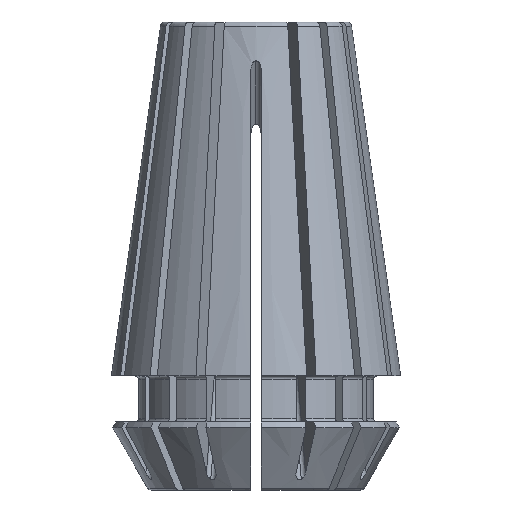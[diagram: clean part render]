
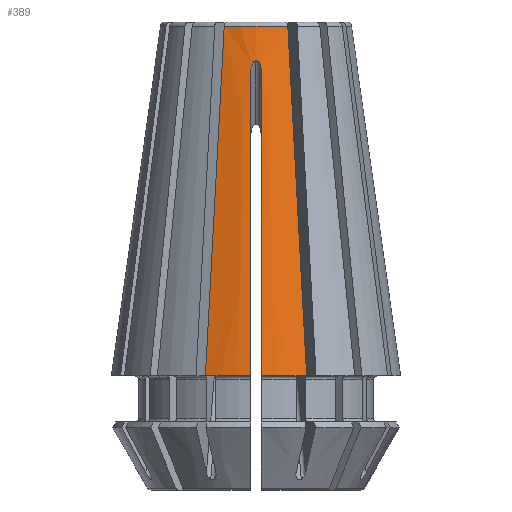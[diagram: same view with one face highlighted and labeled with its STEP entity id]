
A CAD part, front view. The second image highlights one B-rep face of the part: STEP entity #389.
In plain terms, the highlighted conical face has half-angle 8 degrees and reference radius 5.613 mm.
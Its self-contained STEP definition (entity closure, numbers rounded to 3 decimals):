
#43=CARTESIAN_POINT('',(2.974,-7.963,6.7));
#44=VERTEX_POINT('',#43);
#51=CARTESIAN_POINT('',(0.3,-8.495,6.7));
#52=VERTEX_POINT('',#51);
#53=CARTESIAN_POINT('',(0.,0.,6.7));
#54=DIRECTION('',(0.,0.,1.));
#55=DIRECTION('',(-1.,0.,0.));
#56=AXIS2_PLACEMENT_3D('',#53,#54,#55);
#57=CIRCLE('',#56,8.5);
#58=EDGE_CURVE('',#52,#44,#57,.T.);
#282=CARTESIAN_POINT('',(-1.868,-5.293,27.242));
#283=VERTEX_POINT('',#282);
#284=CARTESIAN_POINT('',(1.868,-5.293,27.242));
#285=VERTEX_POINT('',#284);
#286=CARTESIAN_POINT('',(0.,0.,27.242));
#287=DIRECTION('',(0.,0.,1.));
#288=DIRECTION('',(1.,0.,-0.));
#289=AXIS2_PLACEMENT_3D('',#286,#287,#288);
#290=CIRCLE('',#289,5.613);
#291=EDGE_CURVE('',#283,#285,#290,.T.);
#311=CARTESIAN_POINT('',(0.,0.,27.242));
#312=DIRECTION('',(0.,0.,-1.));
#313=DIRECTION('',(-1.,0.,0.));
#314=AXIS2_PLACEMENT_3D('',#311,#312,#313);
#315=CONICAL_SURFACE('',#314,5.613,8.);
#316=ORIENTED_EDGE('',*,*,#58,.T.);
#317=CARTESIAN_POINT('',(2.974,-7.963,6.7));
#318=CARTESIAN_POINT('',(2.605,-7.073,13.547));
#319=CARTESIAN_POINT('',(2.237,-6.184,20.395));
#320=CARTESIAN_POINT('',(1.868,-5.293,27.242));
#321=B_SPLINE_CURVE_WITH_KNOTS('',3,(#317,#318,#319,#320),.UNSPECIFIED.,.F.,.F.,(4,4),(0.,0.02),.UNSPECIFIED.);
#322=EDGE_CURVE('',#44,#285,#321,.T.);
#323=ORIENTED_EDGE('',*,*,#322,.T.);
#324=ORIENTED_EDGE('',*,*,#291,.F.);
#325=CARTESIAN_POINT('',(-2.974,-7.963,6.7));
#326=VERTEX_POINT('',#325);
#327=CARTESIAN_POINT('',(-2.974,-7.963,6.7));
#328=CARTESIAN_POINT('',(-2.605,-7.073,13.547));
#329=CARTESIAN_POINT('',(-2.237,-6.184,20.395));
#330=CARTESIAN_POINT('',(-1.868,-5.293,27.242));
#331=B_SPLINE_CURVE_WITH_KNOTS('',3,(#327,#328,#329,#330),.UNSPECIFIED.,.F.,.F.,(4,4),(0.,0.02),.UNSPECIFIED.);
#332=EDGE_CURVE('',#326,#283,#331,.T.);
#333=ORIENTED_EDGE('',*,*,#332,.F.);
#334=CARTESIAN_POINT('',(-0.3,-8.495,6.7));
#335=VERTEX_POINT('',#334);
#336=CARTESIAN_POINT('',(0.,0.,6.7));
#337=DIRECTION('',(0.,0.,1.));
#338=DIRECTION('',(-1.,0.,0.));
#339=AXIS2_PLACEMENT_3D('',#336,#337,#338);
#340=CIRCLE('',#339,8.5);
#341=EDGE_CURVE('',#326,#335,#340,.T.);
#342=ORIENTED_EDGE('',*,*,#341,.T.);
#343=CARTESIAN_POINT('',(-0.3,-5.96,24.722));
#344=VERTEX_POINT('',#343);
#345=CARTESIAN_POINT('',(-0.3,-8.495,6.7));
#346=CARTESIAN_POINT('',(-0.3,-7.65,12.707));
#347=CARTESIAN_POINT('',(-0.3,-6.805,18.715));
#348=CARTESIAN_POINT('',(-0.3,-5.96,24.722));
#349=B_SPLINE_CURVE_WITH_KNOTS('',3,(#345,#346,#347,#348),.UNSPECIFIED.,.F.,.F.,(4,4),(0.011,0.03),.UNSPECIFIED.);
#350=EDGE_CURVE('',#335,#344,#349,.T.);
#351=ORIENTED_EDGE('',*,*,#350,.T.);
#352=CARTESIAN_POINT('',(0.,-5.898,25.215));
#353=VERTEX_POINT('',#352);
#354=CARTESIAN_POINT('',(-0.3,-5.96,24.722));
#355=CARTESIAN_POINT('',(-0.3,-5.945,24.828));
#356=CARTESIAN_POINT('',(-0.27,-5.924,24.984));
#357=CARTESIAN_POINT('',(-0.155,-5.903,25.164));
#358=CARTESIAN_POINT('',(0.,-5.895,25.241));
#359=CARTESIAN_POINT('',(0.154,-5.903,25.164));
#360=CARTESIAN_POINT('',(0.27,-5.924,24.984));
#361=CARTESIAN_POINT('',(0.3,-5.945,24.827));
#362=CARTESIAN_POINT('',(0.3,-5.96,24.722));
#363=B_SPLINE_CURVE_WITH_KNOTS('',3,(#354,#355,#356,#357,#358,#359,#360,#361,#362),.UNSPECIFIED.,.F.,.F.,(4,1,1,1,1,1,4),(0.,0.,0.,0.001,0.001,0.001,0.001),.UNSPECIFIED.);
#364=EDGE_CURVE('',#344,#353,#363,.T.);
#365=ORIENTED_EDGE('',*,*,#364,.T.);
#366=CARTESIAN_POINT('',(0.3,-5.96,24.722));
#367=VERTEX_POINT('',#366);
#368=CARTESIAN_POINT('',(-0.3,-5.96,24.722));
#369=CARTESIAN_POINT('',(-0.3,-5.945,24.828));
#370=CARTESIAN_POINT('',(-0.27,-5.924,24.984));
#371=CARTESIAN_POINT('',(-0.155,-5.903,25.164));
#372=CARTESIAN_POINT('',(0.,-5.895,25.241));
#373=CARTESIAN_POINT('',(0.154,-5.903,25.164));
#374=CARTESIAN_POINT('',(0.27,-5.924,24.984));
#375=CARTESIAN_POINT('',(0.3,-5.945,24.827));
#376=CARTESIAN_POINT('',(0.3,-5.96,24.722));
#377=B_SPLINE_CURVE_WITH_KNOTS('',3,(#368,#369,#370,#371,#372,#373,#374,#375,#376),.UNSPECIFIED.,.F.,.F.,(4,1,1,1,1,1,4),(0.,0.,0.,0.001,0.001,0.001,0.001),.UNSPECIFIED.);
#378=EDGE_CURVE('',#353,#367,#377,.T.);
#379=ORIENTED_EDGE('',*,*,#378,.T.);
#380=CARTESIAN_POINT('',(0.3,-8.495,6.7));
#381=CARTESIAN_POINT('',(0.3,-7.65,12.707));
#382=CARTESIAN_POINT('',(0.3,-6.805,18.715));
#383=CARTESIAN_POINT('',(0.3,-5.96,24.722));
#384=B_SPLINE_CURVE_WITH_KNOTS('',3,(#380,#381,#382,#383),.UNSPECIFIED.,.F.,.F.,(4,4),(0.011,0.03),.UNSPECIFIED.);
#385=EDGE_CURVE('',#52,#367,#384,.T.);
#386=ORIENTED_EDGE('',*,*,#385,.F.);
#387=EDGE_LOOP('',(#316,#323,#324,#333,#342,#351,#365,#379,#386));
#388=FACE_BOUND('',#387,.T.);
#389=ADVANCED_FACE('',(#388),#315,.T.);
